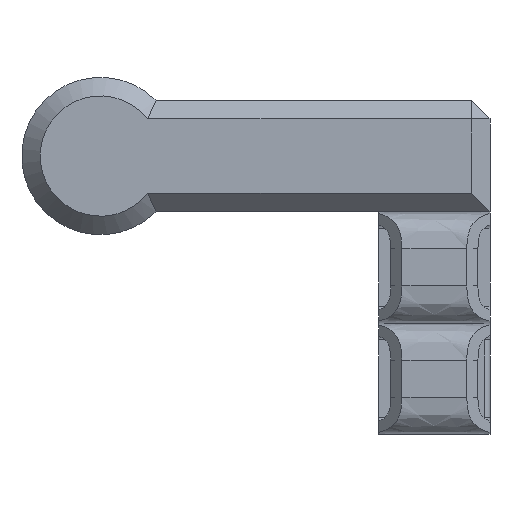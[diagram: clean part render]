
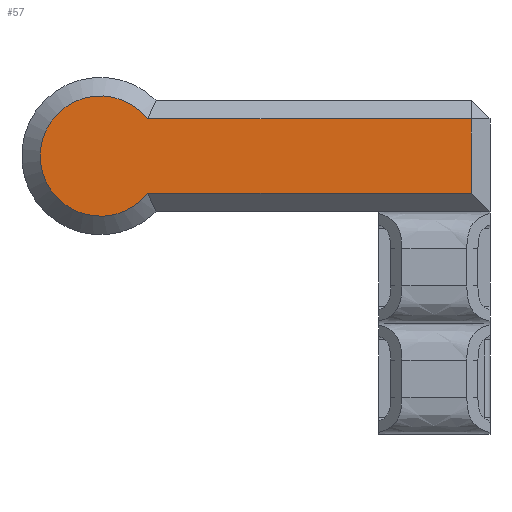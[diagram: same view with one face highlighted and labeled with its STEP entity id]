
A CAD part, front view. The second image highlights one B-rep face of the part: STEP entity #57.
In plain terms, the highlighted planar face has unit normal (0, -1, 0).
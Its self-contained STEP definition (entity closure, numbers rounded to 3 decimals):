
#57=ADVANCED_FACE('',(#213),#215,.T.);
#213=FACE_BOUND('',#214,.T.);
#214=EDGE_LOOP('',(#1085,#1086,#1087,#1088));
#215=PLANE('',#216);
#216=AXIS2_PLACEMENT_3D('',#217,#218,#219);
#217=CARTESIAN_POINT('',(4.,-7.75,0.));
#218=DIRECTION('',(0.,-1.,0.));
#219=DIRECTION('',(0.,0.,1.));
#1085=ORIENTED_EDGE('',*,*,#2315,.F.);
#1086=ORIENTED_EDGE('',*,*,#2316,.T.);
#1087=ORIENTED_EDGE('',*,*,#2317,.T.);
#1088=ORIENTED_EDGE('',*,*,#2318,.F.);
#2315=EDGE_CURVE('',#2743,#2744,#2745,.T.);
#2316=EDGE_CURVE('',#2743,#2746,#2747,.T.);
#2317=EDGE_CURVE('',#2746,#2748,#2749,.T.);
#2318=EDGE_CURVE('',#2744,#2748,#2750,.T.);
#2743=VERTEX_POINT('',#3465);
#2744=VERTEX_POINT('',#3466);
#2745=LINE('',#3467,#3468);
#2746=VERTEX_POINT('',#3470);
#2747=LINE('',#3471,#3472);
#2748=VERTEX_POINT('',#3474);
#2749=CIRCLE('',#3475,3.243);
#2750=LINE('',#3479,#3480);
#3465=CARTESIAN_POINT('',(2.,-7.75,5.));
#3466=CARTESIAN_POINT('',(2.,-7.75,1.));
#3467=CARTESIAN_POINT('',(2.,-7.75,5.));
#3468=VECTOR('',#3469,1.);
#3469=DIRECTION('',(0.,0.,-1.));
#3470=CARTESIAN_POINT('',(-15.448,-7.75,5.));
#3471=CARTESIAN_POINT('',(2.,-7.75,5.));
#3472=VECTOR('',#3473,1.);
#3473=DIRECTION('',(-1.,0.,0.));
#3474=CARTESIAN_POINT('',(-15.448,-7.75,1.));
#3475=AXIS2_PLACEMENT_3D('',#3476,#3477,#3478);
#3476=CARTESIAN_POINT('',(-18.,-7.75,3.));
#3477=DIRECTION('',(0.,-1.,0.));
#3478=DIRECTION('',(0.787,0.,0.617));
#3479=CARTESIAN_POINT('',(2.,-7.75,1.));
#3480=VECTOR('',#3481,1.);
#3481=DIRECTION('',(-1.,0.,0.));
